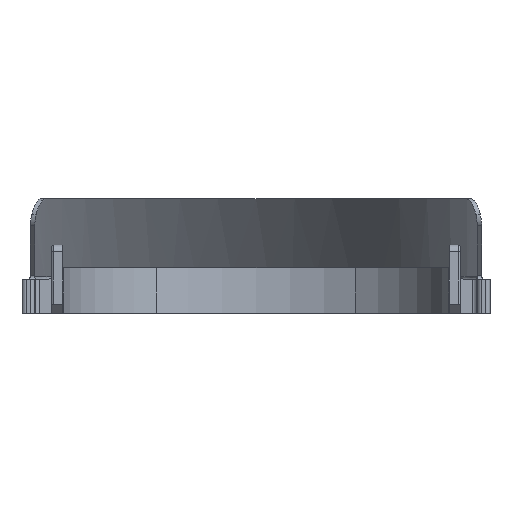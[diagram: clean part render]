
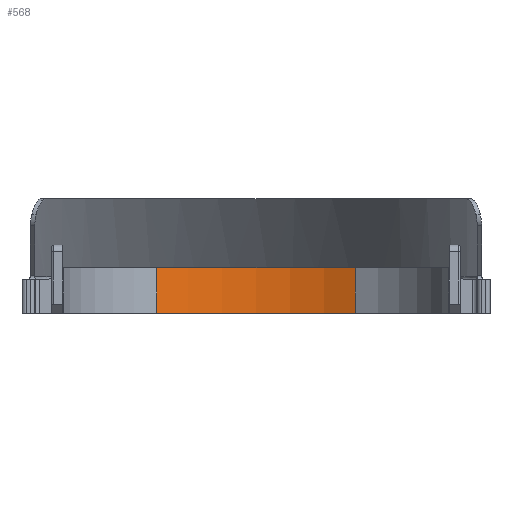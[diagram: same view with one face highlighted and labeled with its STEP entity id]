
A CAD part, front view. The second image highlights one B-rep face of the part: STEP entity #568.
In plain terms, the highlighted cylindrical face has radius 98.5 mm (diameter 197 mm), a partial arc.
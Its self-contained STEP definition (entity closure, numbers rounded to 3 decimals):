
#246 = LINE ( 'NONE', #3685, #5832 ) ;
#568 = ADVANCED_FACE ( 'NONE', ( #1567 ), #8523, .F. ) ;
#725 = VERTEX_POINT ( 'NONE', #2781 ) ;
#768 = VERTEX_POINT ( 'NONE', #2740 ) ;
#879 = EDGE_CURVE ( 'NONE', #5064, #3135, #246, .T. ) ;
#1056 = DIRECTION ( 'NONE',  ( 0., 0., 1. ) ) ;
#1506 = AXIS2_PLACEMENT_3D ( 'NONE', #7248, #1056, #3827 ) ;
#1560 = VECTOR ( 'NONE', #7982, 1000. ) ;
#1567 = FACE_OUTER_BOUND ( 'NONE', #7688, .T. ) ;
#1716 = LINE ( 'NONE', #8577, #1560 ) ;
#2009 = ORIENTED_EDGE ( 'NONE', *, *, #879, .T. ) ;
#2194 = CARTESIAN_POINT ( 'NONE',  ( 0., -40., -3.5 ) ) ;
#2305 = CARTESIAN_POINT ( 'NONE',  ( -43.778, 48.237, 16.5 ) ) ;
#2462 = CARTESIAN_POINT ( 'NONE',  ( -43.778, 48.237, -3.5 ) ) ;
#2468 = DIRECTION ( 'NONE',  ( 1., 0., 0. ) ) ;
#2675 = ORIENTED_EDGE ( 'NONE', *, *, #6039, .T. ) ;
#2740 = CARTESIAN_POINT ( 'NONE',  ( 43.778, 48.237, -3.5 ) ) ;
#2781 = CARTESIAN_POINT ( 'NONE',  ( 43.778, 48.237, 16.5 ) ) ;
#2921 = DIRECTION ( 'NONE',  ( 0., 0., -1. ) ) ;
#3135 = VERTEX_POINT ( 'NONE', #2462 ) ;
#3602 = EDGE_CURVE ( 'NONE', #5064, #725, #6697, .T. ) ;
#3685 = CARTESIAN_POINT ( 'NONE',  ( -43.778, 48.237, 6.5 ) ) ;
#3687 = DIRECTION ( 'NONE',  ( 0., 0., -1. ) ) ;
#3804 = DIRECTION ( 'NONE',  ( 1., 0., 0. ) ) ;
#3827 = DIRECTION ( 'NONE',  ( 0.444, 0.896, 0. ) ) ;
#4816 = AXIS2_PLACEMENT_3D ( 'NONE', #7858, #8539, #3804 ) ;
#5064 = VERTEX_POINT ( 'NONE', #2305 ) ;
#5520 = ORIENTED_EDGE ( 'NONE', *, *, #7785, .F. ) ;
#5832 = VECTOR ( 'NONE', #2921, 1000. ) ;
#5861 = AXIS2_PLACEMENT_3D ( 'NONE', #2194, #3687, #2468 ) ;
#6039 = EDGE_CURVE ( 'NONE', #3135, #768, #6155, .T. ) ;
#6138 = ORIENTED_EDGE ( 'NONE', *, *, #3602, .F. ) ;
#6155 = CIRCLE ( 'NONE', #5861, 98.5 ) ;
#6697 = CIRCLE ( 'NONE', #4816, 98.5 ) ;
#7248 = CARTESIAN_POINT ( 'NONE',  ( 0., -40., 6.5 ) ) ;
#7688 = EDGE_LOOP ( 'NONE', ( #6138, #2009, #2675, #5520 ) ) ;
#7785 = EDGE_CURVE ( 'NONE', #725, #768, #1716, .T. ) ;
#7858 = CARTESIAN_POINT ( 'NONE',  ( 0., -40., 16.5 ) ) ;
#7982 = DIRECTION ( 'NONE',  ( 0., 0., -1. ) ) ;
#8523 = CYLINDRICAL_SURFACE ( 'NONE', #1506, 98.5 ) ;
#8539 = DIRECTION ( 'NONE',  ( 0., 0., -1. ) ) ;
#8577 = CARTESIAN_POINT ( 'NONE',  ( 43.778, 48.237, 6.5 ) ) ;
